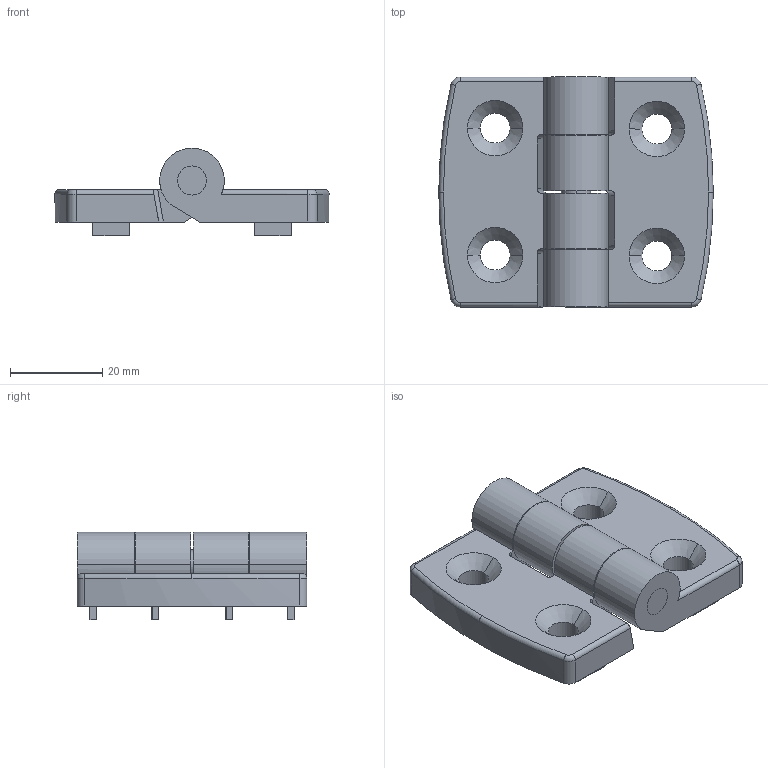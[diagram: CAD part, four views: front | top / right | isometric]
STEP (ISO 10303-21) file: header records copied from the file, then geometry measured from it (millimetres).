
FILE_DESCRIPTION (( 'STEP AP214' ), '1' );
FILE_NAME ('E07 Ïåòëÿ àëþìèíèåâàÿ 3030.STEP', '2020-03-06T08:59:38', ( 'Ïîëüçîâàòåëü Windows' ), ( '' ), 'SwSTEP 2.0', 'SolidWorks 2019', '' );
FILE_SCHEMA (( 'AUTOMOTIVE_DESIGN' ));
Length unit declared in the file: millimetre
Products named in the file (3): E07 昢膼瘔膻嬅00; E07 眈錼鐻00; E07 Ïåòëÿ àëþìèíèåâàÿ 3030
Assembly tree (3 placements, depth 2):
  E07 Ïåòëÿ àëþìèíèåâàÿ 3030
    E07 昢膼瘔膻嬅00  x2
    E07 眈錼鐻00
Bounding box: 59.42 x 49.8 x 19 mm (x, y, z)
Volume: 21659.3 mm3; surface area: 12480.5 mm2
Topology: 3 solids, 3 shells, 216 faces, 560 edges, 368 vertices
Faces by surface type: plane 114, cylinder 86, torus 8, cone 8
Entity records: 3496 total; most frequent: CARTESIAN_POINT 615, DIRECTION 599, ORIENTED_EDGE 566, EDGE_CURVE 283, AXIS2_PLACEMENT_3D 208, VERTEX_POINT 186, LINE 183, VECTOR 183
